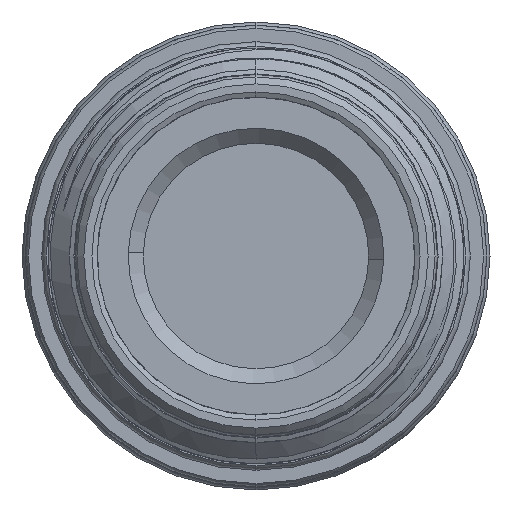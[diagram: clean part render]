
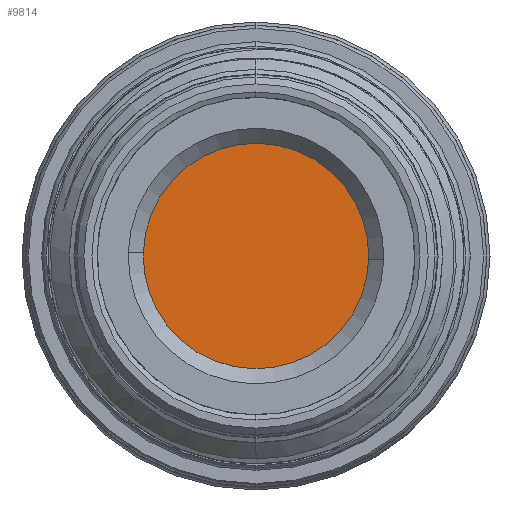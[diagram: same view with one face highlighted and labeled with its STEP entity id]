
A CAD part, left-side view. The second image highlights one B-rep face of the part: STEP entity #9814.
In plain terms, the highlighted planar face has unit normal (-1, 0, 0).
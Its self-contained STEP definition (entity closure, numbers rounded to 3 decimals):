
#58 = AXIS2_PLACEMENT_3D ( 'NONE', #5342, #466, #5280 ) ;
#466 = DIRECTION ( 'NONE',  ( 1., 0., 0. ) ) ;
#730 = EDGE_LOOP ( 'NONE', ( #2102, #6421 ) ) ;
#1096 = VERTEX_POINT ( 'NONE', #2435 ) ;
#1182 = EDGE_CURVE ( 'NONE', #1096, #4911, #1379, .T. ) ;
#1379 = CIRCLE ( 'NONE', #3476, 12.971 ) ;
#1906 = PLANE ( 'NONE',  #6197 ) ;
#2000 = CIRCLE ( 'NONE', #58, 12.971 ) ;
#2102 = ORIENTED_EDGE ( 'NONE', *, *, #1182, .F. ) ;
#2435 = CARTESIAN_POINT ( 'NONE',  ( -39.674, 12.966, 0.357 ) ) ;
#3476 = AXIS2_PLACEMENT_3D ( 'NONE', #7510, #6669, #4173 ) ;
#3904 = EDGE_CURVE ( 'NONE', #4911, #1096, #2000, .T. ) ;
#4173 = DIRECTION ( 'NONE',  ( 0., 0., -1. ) ) ;
#4360 = DIRECTION ( 'NONE',  ( 1., 0., 0. ) ) ;
#4736 = FACE_OUTER_BOUND ( 'NONE', #730, .T. ) ;
#4911 = VERTEX_POINT ( 'NONE', #5725 ) ;
#5280 = DIRECTION ( 'NONE',  ( 0., 0., -1. ) ) ;
#5342 = CARTESIAN_POINT ( 'NONE',  ( -39.674, 0., 0. ) ) ;
#5725 = CARTESIAN_POINT ( 'NONE',  ( -39.674, -12.966, -0.357 ) ) ;
#6197 = AXIS2_PLACEMENT_3D ( 'NONE', #9269, #4360, #10084 ) ;
#6421 = ORIENTED_EDGE ( 'NONE', *, *, #3904, .F. ) ;
#6669 = DIRECTION ( 'NONE',  ( 1., 0., 0. ) ) ;
#7510 = CARTESIAN_POINT ( 'NONE',  ( -39.674, 0., 0. ) ) ;
#9269 = CARTESIAN_POINT ( 'NONE',  ( -39.674, 0., 0. ) ) ;
#9814 = ADVANCED_FACE ( 'NONE', ( #4736 ), #1906, .F. ) ;
#10084 = DIRECTION ( 'NONE',  ( 0., 0., -1. ) ) ;
